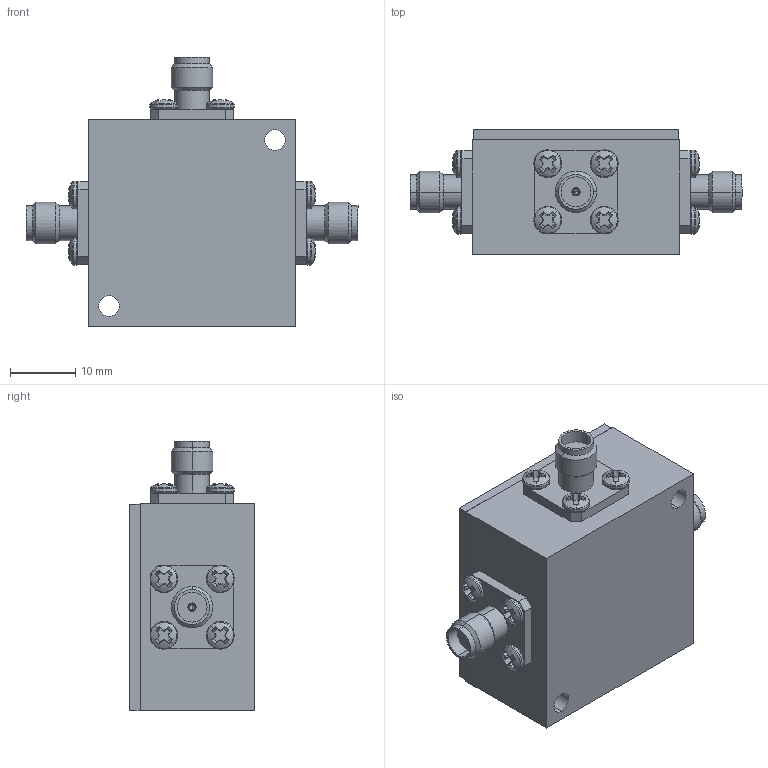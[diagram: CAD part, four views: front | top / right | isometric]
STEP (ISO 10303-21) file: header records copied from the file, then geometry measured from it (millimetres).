
FILE_DESCRIPTION (( 'STEP AP214' ), '1' );
FILE_NAME ('DL 207_A.STEP', '2022-07-21T14:41:40', ( '' ), ( '' ), 'SwSTEP 2.0', 'SolidWorks 2021', '' );
FILE_SCHEMA (( 'AUTOMOTIVE_DESIGN' ));
Length unit declared in the file: millimetre
Products named in the file (1): DL 207_A
Bounding box: 50.8 x 19.08 x 41.27 mm (x, y, z)
Volume: 20473.3 mm3; surface area: 10403.3 mm2
Topology: 20 solids, 20 shells, 1415 faces, 3882 edges, 2525 vertices
Faces by surface type: cylinder 693, plane 472, cone 156, torus 48, sphere 24, bspline 22
Entity records: 56860 total; most frequent: CARTESIAN_POINT 10913, DIRECTION 7856, ORIENTED_EDGE 7680, EDGE_CURVE 3840, AXIS2_PLACEMENT_3D 3068, VERTEX_POINT 2525, LINE 1720, VECTOR 1720
